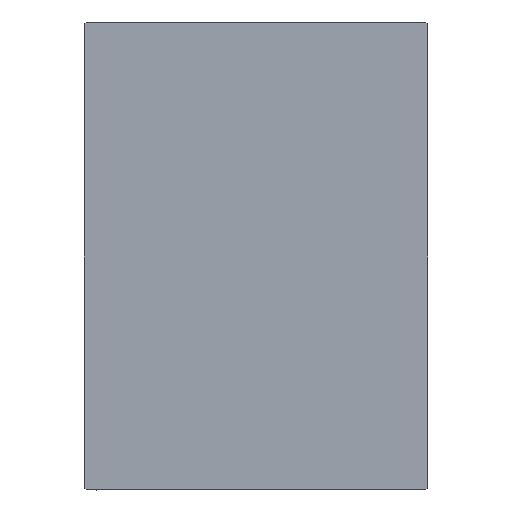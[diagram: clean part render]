
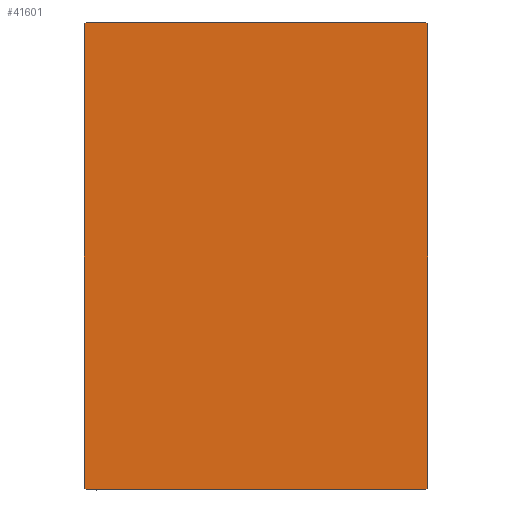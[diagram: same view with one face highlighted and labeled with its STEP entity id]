
A CAD part, left-side view. The second image highlights one B-rep face of the part: STEP entity #41601.
In plain terms, the highlighted face is planar.
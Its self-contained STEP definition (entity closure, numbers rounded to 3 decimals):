
#159 = EDGE_CURVE ( 'NONE', #31738, #14312, #36206, .T. ) ;
#783 = EDGE_LOOP ( 'NONE', ( #29838, #862, #3031, #6647, #25945, #1664, #7450, #32699 ) ) ;
#862 = ORIENTED_EDGE ( 'NONE', *, *, #9518, .T. ) ;
#1507 = CARTESIAN_POINT ( 'NONE',  ( 175., -27.5, -37.2 ) ) ;
#1664 = ORIENTED_EDGE ( 'NONE', *, *, #21980, .T. ) ;
#1844 = EDGE_CURVE ( 'NONE', #17346, #34744, #34310, .T. ) ;
#1933 = LINE ( 'NONE', #41101, #25933 ) ;
#2045 = VECTOR ( 'NONE', #7004, 1000. ) ;
#2735 = VECTOR ( 'NONE', #5921, 1000. ) ;
#3031 = ORIENTED_EDGE ( 'NONE', *, *, #9390, .T. ) ;
#3032 = DIRECTION ( 'NONE',  ( 1., 0., 0. ) ) ;
#3056 = VERTEX_POINT ( 'NONE', #22210 ) ;
#3085 = CARTESIAN_POINT ( 'NONE',  ( 175., -32.35, 32.35 ) ) ;
#3531 = VECTOR ( 'NONE', #17157, 1000. ) ;
#5921 = DIRECTION ( 'NONE',  ( 0., 1., 0. ) ) ;
#6647 = ORIENTED_EDGE ( 'NONE', *, *, #159, .T. ) ;
#7004 = DIRECTION ( 'NONE',  ( 0., -0.707, -0.707 ) ) ;
#7039 = CARTESIAN_POINT ( 'NONE',  ( 175., 27.2, -37.5 ) ) ;
#7389 = CARTESIAN_POINT ( 'NONE',  ( 175., -32.35, -32.35 ) ) ;
#7450 = ORIENTED_EDGE ( 'NONE', *, *, #28100, .T. ) ;
#8715 = DIRECTION ( 'NONE',  ( 0., -1., 0. ) ) ;
#9390 = EDGE_CURVE ( 'NONE', #9924, #31738, #20234, .T. ) ;
#9518 = EDGE_CURVE ( 'NONE', #24383, #9924, #18465, .T. ) ;
#9924 = VERTEX_POINT ( 'NONE', #32710 ) ;
#11939 = VECTOR ( 'NONE', #14888, 1000. ) ;
#13990 = CARTESIAN_POINT ( 'NONE',  ( 175., 27.2, 37.5 ) ) ;
#14312 = VERTEX_POINT ( 'NONE', #13990 ) ;
#14888 = DIRECTION ( 'NONE',  ( 0., 0., -1. ) ) ;
#15419 = VECTOR ( 'NONE', #32264, 1000. ) ;
#15430 = CARTESIAN_POINT ( 'NONE',  ( 175., 32.35, 32.35 ) ) ;
#15674 = AXIS2_PLACEMENT_3D ( 'NONE', #29924, #3032, #19635 ) ;
#15852 = DIRECTION ( 'NONE',  ( 0., -0.707, 0.707 ) ) ;
#17157 = DIRECTION ( 'NONE',  ( 0., 0., 1. ) ) ;
#17346 = VERTEX_POINT ( 'NONE', #1507 ) ;
#17947 = LINE ( 'NONE', #31311, #11939 ) ;
#18465 = LINE ( 'NONE', #35546, #15419 ) ;
#19259 = VECTOR ( 'NONE', #15852, 1000. ) ;
#19635 = DIRECTION ( 'NONE',  ( 0., 0., -1. ) ) ;
#20234 = LINE ( 'NONE', #40798, #3531 ) ;
#21788 = EDGE_CURVE ( 'NONE', #34744, #24383, #26262, .T. ) ;
#21980 = EDGE_CURVE ( 'NONE', #37372, #3056, #24068, .T. ) ;
#22210 = CARTESIAN_POINT ( 'NONE',  ( 175., -27.5, 37.2 ) ) ;
#22617 = CARTESIAN_POINT ( 'NONE',  ( 175., -27.2, 37.5 ) ) ;
#24068 = LINE ( 'NONE', #3085, #2045 ) ;
#24383 = VERTEX_POINT ( 'NONE', #7039 ) ;
#24681 = CARTESIAN_POINT ( 'NONE',  ( 175., -27.2, -37.5 ) ) ;
#25933 = VECTOR ( 'NONE', #8715, 1000. ) ;
#25945 = ORIENTED_EDGE ( 'NONE', *, *, #33291, .T. ) ;
#26006 = FACE_OUTER_BOUND ( 'NONE', #783, .T. ) ;
#26058 = CARTESIAN_POINT ( 'NONE',  ( 175., -27.5, -37.5 ) ) ;
#26262 = LINE ( 'NONE', #26058, #2735 ) ;
#28100 = EDGE_CURVE ( 'NONE', #3056, #17346, #17947, .T. ) ;
#29838 = ORIENTED_EDGE ( 'NONE', *, *, #21788, .T. ) ;
#29924 = CARTESIAN_POINT ( 'NONE',  ( 175., 0., 0. ) ) ;
#30373 = DIRECTION ( 'NONE',  ( 0., 0.707, -0.707 ) ) ;
#31311 = CARTESIAN_POINT ( 'NONE',  ( 175., -27.5, 37.5 ) ) ;
#31738 = VERTEX_POINT ( 'NONE', #35982 ) ;
#32264 = DIRECTION ( 'NONE',  ( 0., 0.707, 0.707 ) ) ;
#32699 = ORIENTED_EDGE ( 'NONE', *, *, #1844, .T. ) ;
#32710 = CARTESIAN_POINT ( 'NONE',  ( 175., 27.5, -37.2 ) ) ;
#33291 = EDGE_CURVE ( 'NONE', #14312, #37372, #1933, .T. ) ;
#34310 = LINE ( 'NONE', #7389, #39575 ) ;
#34744 = VERTEX_POINT ( 'NONE', #24681 ) ;
#35546 = CARTESIAN_POINT ( 'NONE',  ( 175., 32.35, -32.35 ) ) ;
#35982 = CARTESIAN_POINT ( 'NONE',  ( 175., 27.5, 37.2 ) ) ;
#36206 = LINE ( 'NONE', #15430, #19259 ) ;
#37372 = VERTEX_POINT ( 'NONE', #22617 ) ;
#39575 = VECTOR ( 'NONE', #30373, 1000. ) ;
#40798 = CARTESIAN_POINT ( 'NONE',  ( 175., 27.5, -37.5 ) ) ;
#41101 = CARTESIAN_POINT ( 'NONE',  ( 175., 27.5, 37.5 ) ) ;
#41601 = ADVANCED_FACE ( 'NONE', ( #26006 ), #43265, .T. ) ;
#43265 = PLANE ( 'NONE',  #15674 ) ;
